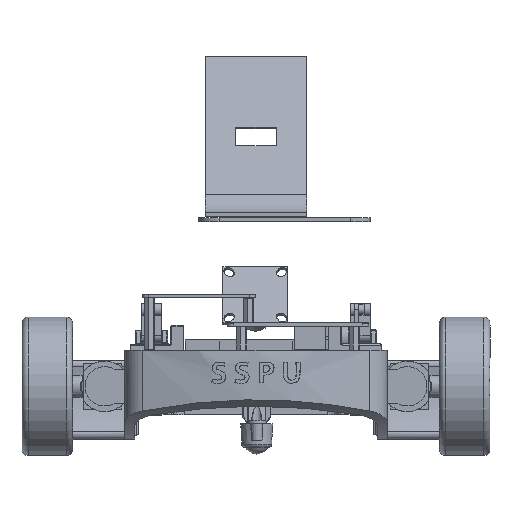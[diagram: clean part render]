
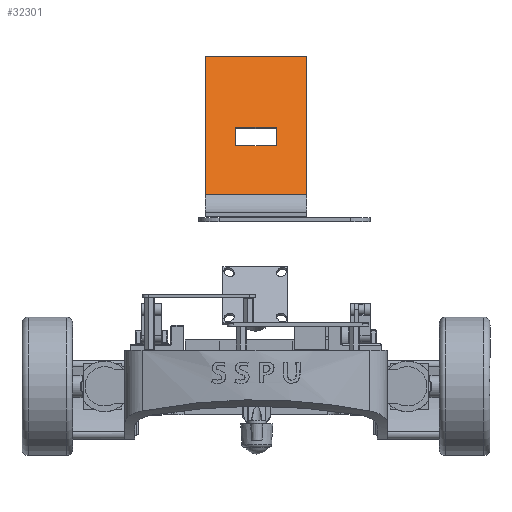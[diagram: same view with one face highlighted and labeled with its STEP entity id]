
A CAD part, left-side view. The second image highlights one B-rep face of the part: STEP entity #32301.
In plain terms, the highlighted planar face has unit normal (-0.92, 0, 0.391).
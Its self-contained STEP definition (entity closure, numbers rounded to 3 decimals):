
#4039=FACE_BOUND('',#7986,.T.);
#5780=FACE_OUTER_BOUND('',#7985,.T.);
#7985=EDGE_LOOP('',(#29785,#29786,#29787,#29788));
#7986=EDGE_LOOP('',(#29789,#29790,#29791,#29792));
#10521=LINE('',#60971,#13079);
#10524=LINE('',#60977,#13082);
#10527=LINE('',#60983,#13085);
#10530=LINE('',#60987,#13088);
#10534=LINE('',#60997,#13092);
#10541=LINE('',#61012,#13099);
#10542=LINE('',#61015,#13100);
#10543=LINE('',#61016,#13101);
#13079=VECTOR('',#45201,10.);
#13082=VECTOR('',#45206,10.);
#13085=VECTOR('',#45211,10.);
#13088=VECTOR('',#45216,10.);
#13092=VECTOR('',#45222,10.);
#13099=VECTOR('',#45235,10.);
#13100=VECTOR('',#45238,10.);
#13101=VECTOR('',#45239,10.);
#16032=VERTEX_POINT('',#60968);
#16033=VERTEX_POINT('',#60970);
#16035=VERTEX_POINT('',#60976);
#16037=VERTEX_POINT('',#60982);
#16041=VERTEX_POINT('',#60994);
#16042=VERTEX_POINT('',#60996);
#16047=VERTEX_POINT('',#61010);
#16048=VERTEX_POINT('',#61014);
#20609=EDGE_CURVE('',#16033,#16032,#10521,.T.);
#20612=EDGE_CURVE('',#16035,#16033,#10524,.T.);
#20615=EDGE_CURVE('',#16037,#16035,#10527,.T.);
#20618=EDGE_CURVE('',#16032,#16037,#10530,.T.);
#20622=EDGE_CURVE('',#16041,#16042,#10534,.T.);
#20630=EDGE_CURVE('',#16041,#16047,#10541,.T.);
#20631=EDGE_CURVE('',#16048,#16047,#10542,.T.);
#20632=EDGE_CURVE('',#16042,#16048,#10543,.T.);
#29785=ORIENTED_EDGE('',*,*,#20630,.T.);
#29786=ORIENTED_EDGE('',*,*,#20631,.F.);
#29787=ORIENTED_EDGE('',*,*,#20632,.F.);
#29788=ORIENTED_EDGE('',*,*,#20622,.F.);
#29789=ORIENTED_EDGE('',*,*,#20615,.T.);
#29790=ORIENTED_EDGE('',*,*,#20612,.T.);
#29791=ORIENTED_EDGE('',*,*,#20609,.T.);
#29792=ORIENTED_EDGE('',*,*,#20618,.T.);
#30556=PLANE('',#35956);
#32301=ADVANCED_FACE('',(#5780,#4039),#30556,.T.);
#35956=AXIS2_PLACEMENT_3D('',#61013,#45236,#45237);
#45201=DIRECTION('',(0.,1.,0.));
#45206=DIRECTION('',(-0.391,0.,-0.921));
#45211=DIRECTION('',(0.,-1.,0.));
#45216=DIRECTION('',(0.391,0.,0.921));
#45222=DIRECTION('',(-0.391,0.,-0.921));
#45235=DIRECTION('',(0.,1.,0.));
#45236=DIRECTION('center_axis',(-0.921,0.,0.391));
#45237=DIRECTION('ref_axis',(0.391,0.,0.921));
#45238=DIRECTION('',(0.391,0.,0.921));
#45239=DIRECTION('',(0.,1.,0.));
#60968=CARTESIAN_POINT('',(-39.103,10.,145.135));
#60970=CARTESIAN_POINT('',(-39.103,-10.,145.135));
#60971=CARTESIAN_POINT('',(-39.103,-5.,145.135));
#60976=CARTESIAN_POINT('',(-35.196,-10.,154.34));
#60977=CARTESIAN_POINT('',(-42.309,-10.,137.583));
#60982=CARTESIAN_POINT('',(-35.196,10.,154.34));
#60983=CARTESIAN_POINT('',(-35.196,5.,154.34));
#60987=CARTESIAN_POINT('',(-44.263,10.,132.98));
#60994=CARTESIAN_POINT('',(-20.348,-25.,189.319));
#60996=CARTESIAN_POINT('',(-49.422,-25.,120.825));
#60997=CARTESIAN_POINT('',(-20.348,-25.,189.319));
#61010=CARTESIAN_POINT('',(-20.348,25.,189.319));
#61012=CARTESIAN_POINT('',(-20.348,0.,189.319));
#61013=CARTESIAN_POINT('Origin',(-49.422,0.,120.825));
#61014=CARTESIAN_POINT('',(-49.422,25.,120.825));
#61015=CARTESIAN_POINT('',(-20.348,25.,189.319));
#61016=CARTESIAN_POINT('',(-49.422,0.,120.825));
